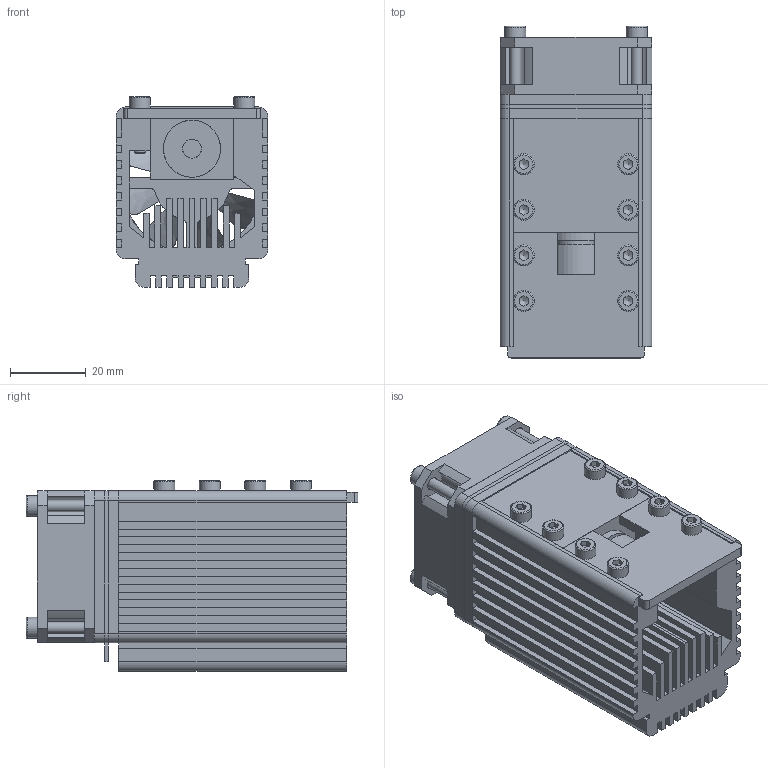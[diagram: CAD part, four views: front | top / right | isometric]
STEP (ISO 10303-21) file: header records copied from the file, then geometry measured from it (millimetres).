
FILE_DESCRIPTION(/* description */ (''),/* implementation_level */ '2;1');
FILE_NAME(/* name */ 'Neje tool 30W Laser Module.stp',/* time_stamp */ '2021-01-30T23:01:56+01:00',/* author */ ('Dirk'),/* organization */ (''),/* preprocessor_version */ 'ST-DEVELOPER v17.2',/* originating_system */ 'Autodesk Inventor 2019',/* authorisation */ '');
FILE_SCHEMA (('AUTOMOTIVE_DESIGN { 1 0 10303 214 3 1 1 }'));
Length unit declared in the file: millimetre
Products named in the file (11): Assembly1; Aluminum housing; Red plastic riser; PCB; ISO 4762  - M3 x 25; fan_40x15; Red plastic shield; metal shield; DIN 912 - M3 x 12; metal ring; focus
Assembly tree (21 placements, depth 2):
  Assembly1
    Aluminum housing
    Red plastic riser  x2
    PCB
    ISO 4762  - M3 x 25  x4
    fan_40x15
    Red plastic shield
    metal shield
    DIN 912 - M3 x 12  x8
    metal ring
    focus
Bounding box: 40 x 87.4 x 50.2 mm (x, y, z)
Volume: 79763.8 mm3; surface area: 61506.6 mm2
Topology: 21 solids, 21 shells, 611 faces, 1768 edges, 1214 vertices
Faces by surface type: plane 394, cylinder 144, cone 32, torus 25, bspline 16
Full cylindrical faces by diameter (mm): 2.459 x10, 3 x12, 3.2 x20, 3.5 x8, 5 x2, 5.5 x12, 10 x2, 15 x2, 20 x1, 36.952 x1
Entity records: 16131 total; most frequent: CARTESIAN_POINT 3698, ORIENTED_EDGE 2564, DIRECTION 2365, EDGE_CURVE 1282, LINE 899, VECTOR 899, VERTEX_POINT 878, AXIS2_PLACEMENT_3D 733
